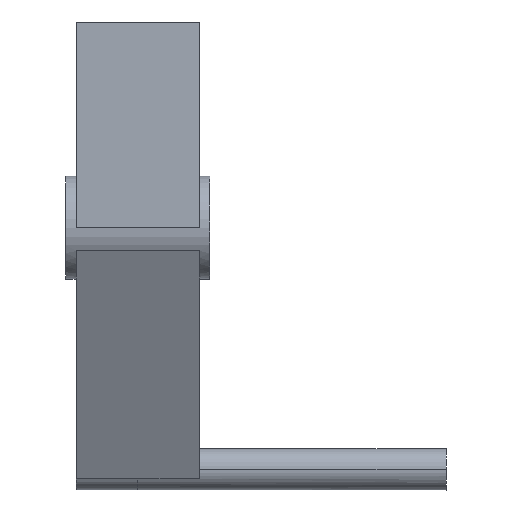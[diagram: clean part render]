
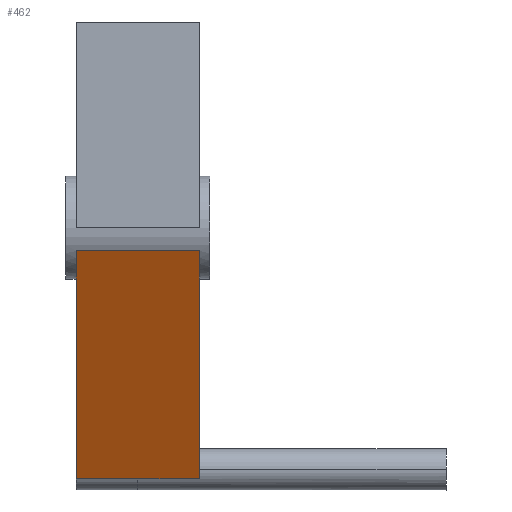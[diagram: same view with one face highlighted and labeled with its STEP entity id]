
A CAD part, top view. The second image highlights one B-rep face of the part: STEP entity #462.
In plain terms, the highlighted planar face has unit normal (0, -0.452, 0.892).
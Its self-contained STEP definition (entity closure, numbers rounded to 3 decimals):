
#52=DIRECTION('',(0.,-0.892,-0.452));
#53=VECTOR('',#52,24.819);
#54=CARTESIAN_POINT('',(6.,-2.262,4.459));
#55=LINE('',#54,#53);
#85=DIRECTION('',(1.,0.,0.));
#86=VECTOR('',#85,6.);
#87=CARTESIAN_POINT('',(0.,-24.397,-6.767));
#88=LINE('',#87,#86);
#89=DIRECTION('',(1.,0.,0.));
#90=VECTOR('',#89,6.);
#91=CARTESIAN_POINT('',(-6.,-24.397,-6.767));
#92=LINE('',#91,#90);
#106=DIRECTION('',(1.,0.,0.));
#107=VECTOR('',#106,12.);
#108=CARTESIAN_POINT('',(-6.,-2.262,4.459));
#109=LINE('',#108,#107);
#137=DIRECTION('',(0.,-0.892,-0.452));
#138=VECTOR('',#137,24.819);
#139=CARTESIAN_POINT('',(-6.,-2.262,4.459));
#140=LINE('',#139,#138);
#307=CARTESIAN_POINT('',(-6.,-2.262,4.459));
#308=CARTESIAN_POINT('',(6.,-2.262,4.459));
#309=VERTEX_POINT('',#307);
#310=VERTEX_POINT('',#308);
#311=CARTESIAN_POINT('',(-6.,-24.397,-6.767));
#312=CARTESIAN_POINT('',(0.,-24.397,-6.767));
#313=VERTEX_POINT('',#311);
#314=VERTEX_POINT('',#312);
#315=CARTESIAN_POINT('',(6.,-24.397,-6.767));
#316=VERTEX_POINT('',#315);
#448=CARTESIAN_POINT('',(6.,-2.262,4.459));
#449=DIRECTION('',(0.,-0.452,0.892));
#450=DIRECTION('',(0.,-0.892,-0.452));
#451=AXIS2_PLACEMENT_3D('',#448,#449,#450);
#452=PLANE('',#451);
#454=ORIENTED_EDGE('',*,*,#453,.T.);
#455=ORIENTED_EDGE('',*,*,#397,.T.);
#456=ORIENTED_EDGE('',*,*,#423,.F.);
#457=ORIENTED_EDGE('',*,*,#433,.F.);
#459=ORIENTED_EDGE('',*,*,#458,.F.);
#460=EDGE_LOOP('',(#454,#455,#456,#457,#459));
#461=FACE_OUTER_BOUND('',#460,.F.);
#462=ADVANCED_FACE('',(#461),#452,.T.);
#397=EDGE_CURVE('',#310,#316,#55,.T.);
#423=EDGE_CURVE('',#314,#316,#88,.T.);
#433=EDGE_CURVE('',#313,#314,#92,.T.);
#453=EDGE_CURVE('',#309,#310,#109,.T.);
#458=EDGE_CURVE('',#309,#313,#140,.T.);
